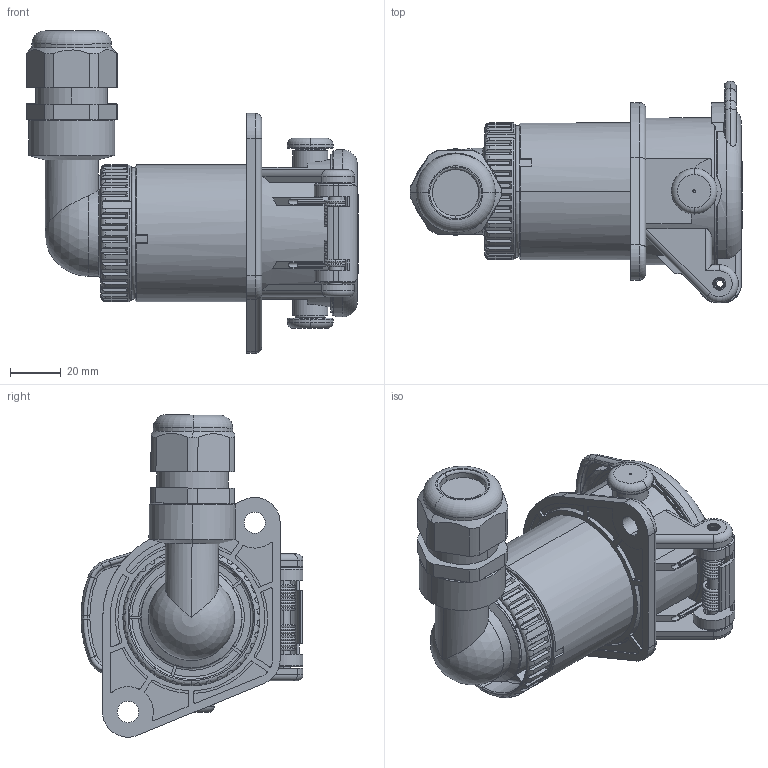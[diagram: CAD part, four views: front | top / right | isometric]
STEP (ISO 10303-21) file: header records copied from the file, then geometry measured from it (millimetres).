
FILE_DESCRIPTION((''),'2;1');
FILE_NAME('141015_SW0001','2021-06-04T11:01:28',('teru'),(''),'CREO PARAMETRIC BY PTC INC, 2017380','CREO PARAMETRIC BY PTC INC, 2017380','');
FILE_SCHEMA(('CONFIG_CONTROL_DESIGN'));
Length unit declared in the file: millimetre
Products named in the file (1): 141015_SW0001
Bounding box: 130.95 x 87.52 x 127.17 mm (x, y, z)
Volume: 332108.1 mm3; surface area: 62313.3 mm2
Topology: 13 solids, 14 shells, 1314 faces, 3530 edges, 2278 vertices
Faces by surface type: plane 746, cylinder 314, torus 148, cone 102, sphere 3, bspline 1
Entity records: 44276 total; most frequent: CARTESIAN_POINT 10898, ORIENTED_EDGE 7058, DIRECTION 6929, EDGE_CURVE 3529, AXIS2_PLACEMENT_3D 2371, VERTEX_POINT 2278, VECTOR 2187, LINE 2187
